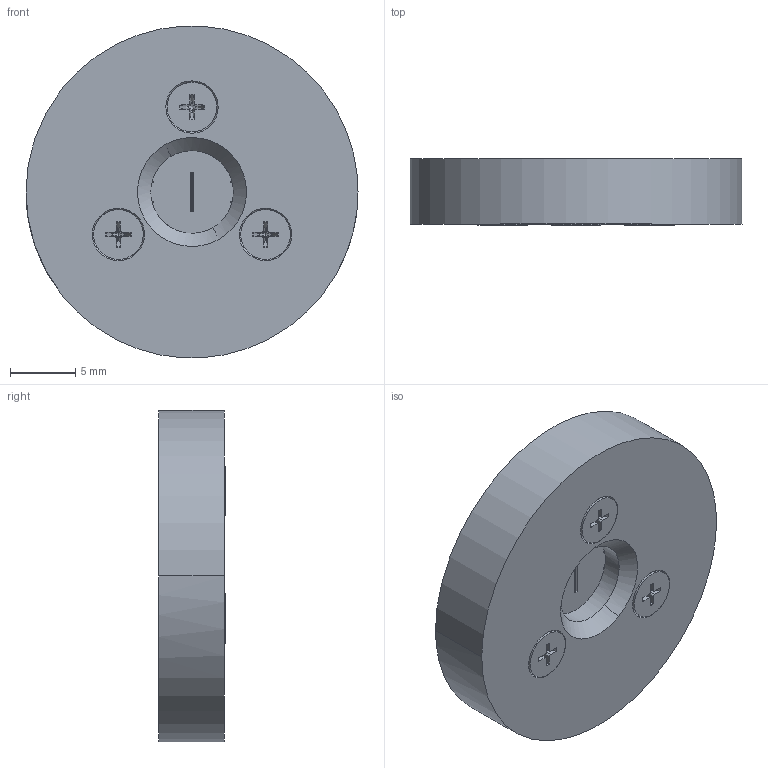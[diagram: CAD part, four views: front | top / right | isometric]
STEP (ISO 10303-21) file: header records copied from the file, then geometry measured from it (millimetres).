
FILE_DESCRIPTION(/* description */ (''),/* implementation_level */ '2;1');
FILE_NAME(/* name */ '04-OS-~1',/* time_stamp */ '2022-03-22T17:57:02+03:00',/* author */ (''),/* organization */ (''),/* preprocessor_version */ 'ST-DEVELOPER v15',/* originating_system */ '',/* authorisation */ '');
FILE_SCHEMA (('AUTOMOTIVE_DESIGN'));
Length unit declared in the file: millimetre
Products named in the file (1): Document
Bounding box: 25.4 x 5.08 x 25.35 mm (x, y, z)
Volume: 2359.9 mm3; surface area: 1519 mm2
Topology: 1 solids, 1 shells, 420 faces, 1144 edges, 761 vertices
Faces by surface type: bspline 420
Entity records: 29152 total; most frequent: CARTESIAN_POINT 14423, B_SPLINE_CURVE_WITH_KNOTS 3148, ORIENTED_EDGE 2276, PCURVE 2276, DEFINITIONAL_REPRESENTATION 2276, SURFACE_CURVE 1138, EDGE_CURVE 1138, VERTEX_POINT 761
